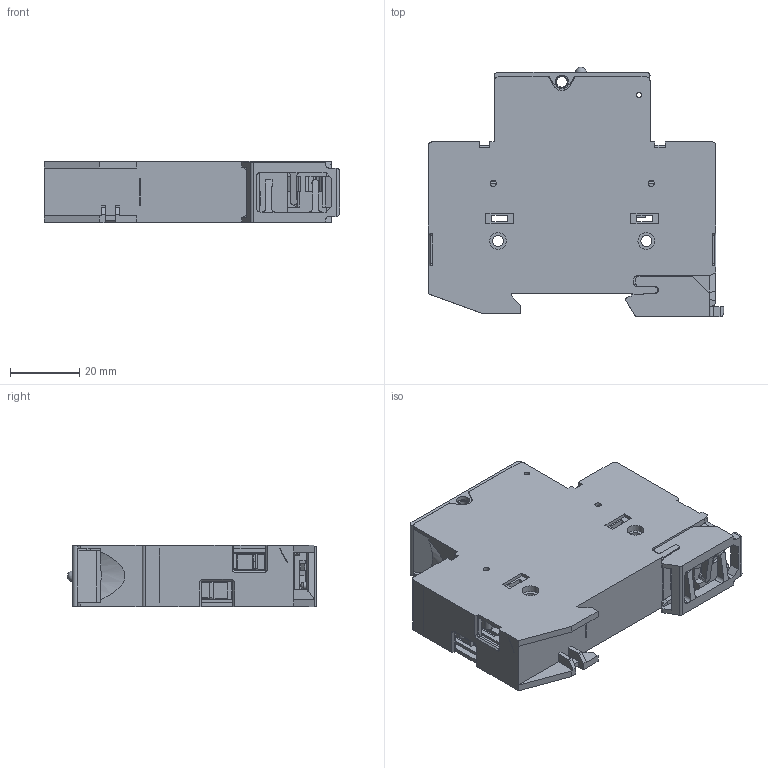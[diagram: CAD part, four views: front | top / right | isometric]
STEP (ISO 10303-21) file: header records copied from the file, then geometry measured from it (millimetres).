
FILE_DESCRIPTION(/* description */ (''),/* implementation_level */ '2;1');
FILE_NAME(/* name */ 'PCF.stp',/* time_stamp */ '2017-05-25T14:32:26-04:00',/* author */ ('CAD Station'),/* organization */ ('Audax d.o.o.'),/* preprocessor_version */ 'ST-DEVELOPER v16.1',/* originating_system */ 'Autodesk Inventor 2016',/* authorisation */ '');
FILE_SCHEMA (('AUTOMOTIVE_DESIGN { 1 0 10303 214 3 1 1 }'));
Products named in the file (1): pcf10
Bounding box: 85.5 x 72.25 x 17.9 mm (x, y, z)
Volume: 33587.5 mm3; surface area: 60559.3 mm2
Topology: 11 solids, 11 shells, 3302 faces, 9424 edges, 6100 vertices
Faces by surface type: plane 2346, cylinder 627, bspline 242, cone 57, torus 29, sphere 1
Full cylindrical faces by diameter (mm): 0.25 x8, 0.45 x1, 0.5 x1, 0.7 x3, 0.9 x2, 1.2 x2, 1.3 x1, 1.5 x9, 1.65 x2, 1.8 x4, 1.85 x2, 2 x4, 2.3 x1, 2.9 x4, 3 x1, 3.1 x1, 3.2 x4, 3.242 x8, 3.9 x2, 4 x4, 4.7 x2, 4.9 x6, 6.4 x4, 6.5 x2
Entity records: 130769 total; most frequent: CARTESIAN_POINT 44781, ORIENTED_EDGE 18466, DIRECTION 16608, EDGE_CURVE 9233, LINE 7164, VECTOR 7164, VERTEX_POINT 6050, AXIS2_PLACEMENT_3D 4722
